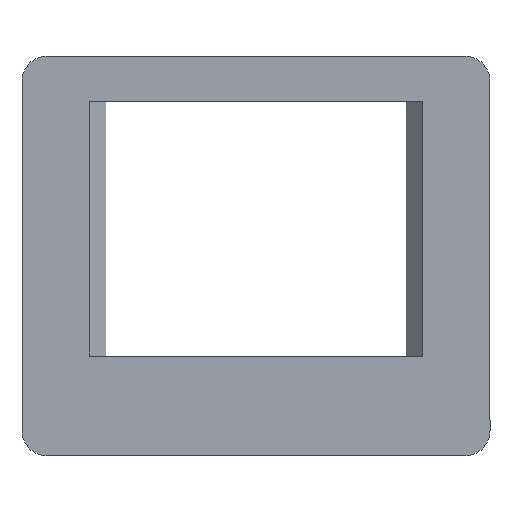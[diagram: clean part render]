
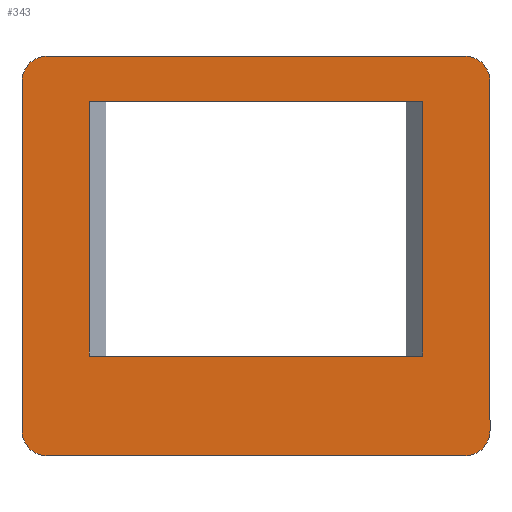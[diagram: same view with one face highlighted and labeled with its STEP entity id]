
A CAD part, front view. The second image highlights one B-rep face of the part: STEP entity #343.
In plain terms, the highlighted planar face has unit normal (0, -1, 0).
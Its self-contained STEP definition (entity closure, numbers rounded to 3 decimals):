
#15=FACE_BOUND('',#54,.T.);
#18=PLANE('',#378);
#34=FACE_OUTER_BOUND('',#53,.T.);
#53=EDGE_LOOP('',(#246,#247,#248,#249,#250,#251,#252,#253));
#54=EDGE_LOOP('',(#254,#255,#256,#257));
#76=LINE('',#510,#116);
#77=LINE('',#514,#117);
#78=LINE('',#518,#118);
#79=LINE('',#521,#119);
#80=LINE('',#524,#120);
#81=LINE('',#526,#121);
#82=LINE('',#528,#122);
#83=LINE('',#529,#123);
#116=VECTOR('',#414,10.);
#117=VECTOR('',#417,10.);
#118=VECTOR('',#420,10.);
#119=VECTOR('',#423,10.);
#120=VECTOR('',#424,10.);
#121=VECTOR('',#425,10.);
#122=VECTOR('',#426,10.);
#123=VECTOR('',#427,10.);
#154=CIRCLE('',#376,3.);
#156=CIRCLE('',#379,3.);
#157=CIRCLE('',#380,3.);
#158=CIRCLE('',#381,3.);
#162=VERTEX_POINT('',#500);
#163=VERTEX_POINT('',#501);
#166=VERTEX_POINT('',#509);
#167=VERTEX_POINT('',#511);
#168=VERTEX_POINT('',#513);
#169=VERTEX_POINT('',#515);
#170=VERTEX_POINT('',#517);
#171=VERTEX_POINT('',#519);
#172=VERTEX_POINT('',#522);
#173=VERTEX_POINT('',#523);
#174=VERTEX_POINT('',#525);
#175=VERTEX_POINT('',#527);
#194=EDGE_CURVE('',#162,#163,#154,.T.);
#198=EDGE_CURVE('',#162,#166,#76,.T.);
#199=EDGE_CURVE('',#167,#166,#156,.T.);
#200=EDGE_CURVE('',#167,#168,#77,.T.);
#201=EDGE_CURVE('',#169,#168,#157,.T.);
#202=EDGE_CURVE('',#169,#170,#78,.T.);
#203=EDGE_CURVE('',#171,#170,#158,.T.);
#204=EDGE_CURVE('',#171,#163,#79,.T.);
#205=EDGE_CURVE('',#172,#173,#80,.T.);
#206=EDGE_CURVE('',#174,#173,#81,.T.);
#207=EDGE_CURVE('',#174,#175,#82,.T.);
#208=EDGE_CURVE('',#172,#175,#83,.T.);
#246=ORIENTED_EDGE('',*,*,#194,.F.);
#247=ORIENTED_EDGE('',*,*,#198,.T.);
#248=ORIENTED_EDGE('',*,*,#199,.F.);
#249=ORIENTED_EDGE('',*,*,#200,.T.);
#250=ORIENTED_EDGE('',*,*,#201,.F.);
#251=ORIENTED_EDGE('',*,*,#202,.T.);
#252=ORIENTED_EDGE('',*,*,#203,.F.);
#253=ORIENTED_EDGE('',*,*,#204,.T.);
#254=ORIENTED_EDGE('',*,*,#205,.T.);
#255=ORIENTED_EDGE('',*,*,#206,.F.);
#256=ORIENTED_EDGE('',*,*,#207,.T.);
#257=ORIENTED_EDGE('',*,*,#208,.F.);
#343=ADVANCED_FACE('',(#34,#15),#18,.T.);
#376=AXIS2_PLACEMENT_3D('',#502,#406,#407);
#378=AXIS2_PLACEMENT_3D('',#508,#412,#413);
#379=AXIS2_PLACEMENT_3D('',#512,#415,#416);
#380=AXIS2_PLACEMENT_3D('',#516,#418,#419);
#381=AXIS2_PLACEMENT_3D('',#520,#421,#422);
#406=DIRECTION('center_axis',(0.,1.,0.));
#407=DIRECTION('ref_axis',(-0.707,0.,0.707));
#412=DIRECTION('center_axis',(0.,-1.,0.));
#413=DIRECTION('ref_axis',(1.,0.,0.));
#414=DIRECTION('',(0.,0.,-1.));
#415=DIRECTION('center_axis',(0.,1.,0.));
#416=DIRECTION('ref_axis',(-0.707,0.,-0.707));
#417=DIRECTION('',(1.,0.,0.));
#418=DIRECTION('center_axis',(0.,1.,0.));
#419=DIRECTION('ref_axis',(0.707,0.,-0.707));
#420=DIRECTION('',(0.,0.,1.));
#421=DIRECTION('center_axis',(0.,1.,0.));
#422=DIRECTION('ref_axis',(0.707,0.,0.707));
#423=DIRECTION('',(-1.,0.,0.));
#424=DIRECTION('',(1.,0.,0.));
#425=DIRECTION('',(0.,0.,1.));
#426=DIRECTION('',(-1.,0.,0.));
#427=DIRECTION('',(0.,0.,-1.));
#500=CARTESIAN_POINT('',(-2.568,-9.,41.125));
#501=CARTESIAN_POINT('',(0.432,-9.,44.125));
#502=CARTESIAN_POINT('Origin',(0.432,-9.,41.125));
#508=CARTESIAN_POINT('Origin',(25.322,-9.,20.295));
#509=CARTESIAN_POINT('',(-2.568,-9.,-0.535));
#510=CARTESIAN_POINT('',(-2.568,-9.,44.125));
#511=CARTESIAN_POINT('',(0.432,-9.,-3.535));
#512=CARTESIAN_POINT('Origin',(0.432,-9.,-0.535));
#513=CARTESIAN_POINT('',(50.212,-9.,-3.535));
#514=CARTESIAN_POINT('',(-2.568,-9.,-3.535));
#515=CARTESIAN_POINT('',(53.212,-9.,-0.535));
#516=CARTESIAN_POINT('Origin',(50.212,-9.,-0.535));
#517=CARTESIAN_POINT('',(53.212,-9.,41.125));
#518=CARTESIAN_POINT('',(53.212,-9.,-3.535));
#519=CARTESIAN_POINT('',(50.212,-9.,44.125));
#520=CARTESIAN_POINT('Origin',(50.212,-9.,41.125));
#521=CARTESIAN_POINT('',(53.212,-9.,44.125));
#522=CARTESIAN_POINT('',(5.437,-9.,38.725));
#523=CARTESIAN_POINT('',(45.207,-9.,38.725));
#524=CARTESIAN_POINT('',(42.207,-9.,38.725));
#525=CARTESIAN_POINT('',(45.207,-9.,8.375));
#526=CARTESIAN_POINT('',(45.207,-9.,14.335));
#527=CARTESIAN_POINT('',(5.437,-9.,8.375));
#528=CARTESIAN_POINT('',(8.437,-9.,8.375));
#529=CARTESIAN_POINT('',(5.437,-9.,29.51));
